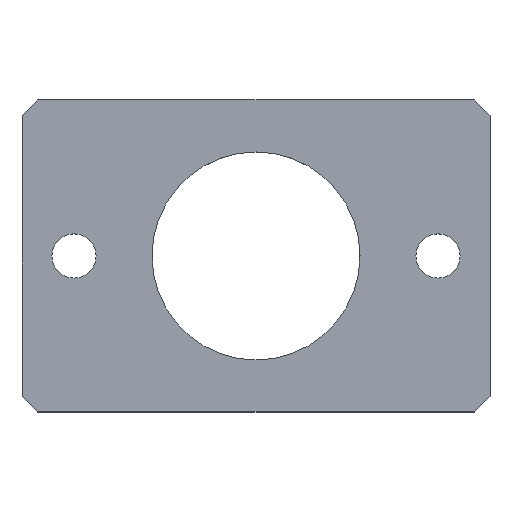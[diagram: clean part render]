
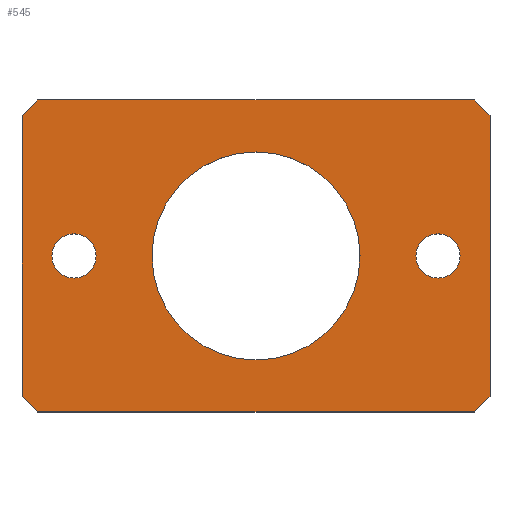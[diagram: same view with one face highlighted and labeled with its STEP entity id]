
A CAD part, top view. The second image highlights one B-rep face of the part: STEP entity #545.
In plain terms, the highlighted planar face has unit normal (0, 0, 1).
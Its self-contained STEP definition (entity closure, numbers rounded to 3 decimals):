
#49=CARTESIAN_POINT('',(-39.25,0.,5.0));
#50=VERTEX_POINT('',#49);
#59=CARTESIAN_POINT('',(-30.75,0.,5.0));
#60=VERTEX_POINT('',#59);
#61=CARTESIAN_POINT('',(-35.0,0.0,5.0));
#62=DIRECTION('',(0.0,0.0,-1.0));
#63=DIRECTION('',(-1.0,0.0,0.0));
#64=AXIS2_PLACEMENT_3D('',#61,#62,#63);
#65=CIRCLE('',#64,4.25);
#66=EDGE_CURVE('',#60,#50,#65,.T.);
#91=CARTESIAN_POINT('',(30.75,0.,5.0));
#92=VERTEX_POINT('',#91);
#101=CARTESIAN_POINT('',(39.25,0.,5.0));
#102=VERTEX_POINT('',#101);
#103=CARTESIAN_POINT('',(35.0,0.0,5.0));
#104=DIRECTION('',(0.0,0.0,-1.0));
#105=DIRECTION('',(-1.0,0.0,0.0));
#106=AXIS2_PLACEMENT_3D('',#103,#104,#105);
#107=CIRCLE('',#106,4.25);
#108=EDGE_CURVE('',#102,#92,#107,.T.);
#133=CARTESIAN_POINT('',(-20.0,0.,5.0));
#134=VERTEX_POINT('',#133);
#143=CARTESIAN_POINT('',(20.0,0.,5.0));
#144=VERTEX_POINT('',#143);
#145=CARTESIAN_POINT('',(0.0,0.0,5.0));
#146=DIRECTION('',(0.0,0.0,-1.0));
#147=DIRECTION('',(-1.0,0.0,0.0));
#148=AXIS2_PLACEMENT_3D('',#145,#146,#147);
#149=CIRCLE('',#148,20.0);
#150=EDGE_CURVE('',#144,#134,#149,.T.);
#184=CARTESIAN_POINT('',(0.0,0.0,5.0));
#185=DIRECTION('',(0.0,0.0,-1.0));
#186=DIRECTION('',(-1.0,0.0,0.0));
#187=AXIS2_PLACEMENT_3D('',#184,#185,#186);
#188=CIRCLE('',#187,20.0);
#189=EDGE_CURVE('',#134,#144,#188,.T.);
#208=CARTESIAN_POINT('',(35.0,0.0,5.0));
#209=DIRECTION('',(0.0,0.0,-1.0));
#210=DIRECTION('',(-1.0,0.0,0.0));
#211=AXIS2_PLACEMENT_3D('',#208,#209,#210);
#212=CIRCLE('',#211,4.25);
#213=EDGE_CURVE('',#92,#102,#212,.T.);
#232=CARTESIAN_POINT('',(-35.0,0.0,5.0));
#233=DIRECTION('',(0.0,0.0,-1.0));
#234=DIRECTION('',(-1.0,0.0,0.0));
#235=AXIS2_PLACEMENT_3D('',#232,#233,#234);
#236=CIRCLE('',#235,4.25);
#237=EDGE_CURVE('',#50,#60,#236,.T.);
#247=CARTESIAN_POINT('',(-42.0,30.0,5.0));
#248=VERTEX_POINT('',#247);
#249=CARTESIAN_POINT('',(42.0,30.0,5.0));
#250=VERTEX_POINT('',#249);
#251=CARTESIAN_POINT('',(-42.0,30.0,5.0));
#252=DIRECTION('',(1.0,0.0,0.0));
#253=VECTOR('',#252,84.0);
#254=LINE('',#251,#253);
#255=EDGE_CURVE('',#248,#250,#254,.T.);
#287=CARTESIAN_POINT('',(45.0,27.0,5.0));
#288=VERTEX_POINT('',#287);
#289=CARTESIAN_POINT('',(42.0,30.0,5.0));
#290=DIRECTION('',(0.707,-0.707,0.0));
#291=VECTOR('',#290,4.243);
#292=LINE('',#289,#291);
#293=EDGE_CURVE('',#250,#288,#292,.T.);
#318=CARTESIAN_POINT('',(45.0,-27.0,5.0));
#319=VERTEX_POINT('',#318);
#320=CARTESIAN_POINT('',(45.0,27.0,5.0));
#321=DIRECTION('',(0.0,-1.0,0.0));
#322=VECTOR('',#321,54.0);
#323=LINE('',#320,#322);
#324=EDGE_CURVE('',#288,#319,#323,.T.);
#349=CARTESIAN_POINT('',(42.0,-30.0,5.0));
#350=VERTEX_POINT('',#349);
#351=CARTESIAN_POINT('',(45.0,-27.0,5.0));
#352=DIRECTION('',(-0.707,-0.707,0.0));
#353=VECTOR('',#352,4.243);
#354=LINE('',#351,#353);
#355=EDGE_CURVE('',#319,#350,#354,.T.);
#380=CARTESIAN_POINT('',(-42.0,-30.0,5.0));
#381=VERTEX_POINT('',#380);
#382=CARTESIAN_POINT('',(42.0,-30.0,5.0));
#383=DIRECTION('',(-1.0,0.0,0.0));
#384=VECTOR('',#383,84.0);
#385=LINE('',#382,#384);
#386=EDGE_CURVE('',#350,#381,#385,.T.);
#411=CARTESIAN_POINT('',(-45.0,-27.0,5.0));
#412=VERTEX_POINT('',#411);
#413=CARTESIAN_POINT('',(-42.0,-30.0,5.0));
#414=DIRECTION('',(-0.707,0.707,0.0));
#415=VECTOR('',#414,4.243);
#416=LINE('',#413,#415);
#417=EDGE_CURVE('',#381,#412,#416,.T.);
#442=CARTESIAN_POINT('',(-45.,27.0,5.0));
#443=VERTEX_POINT('',#442);
#444=CARTESIAN_POINT('',(-45.0,-27.0,5.0));
#445=DIRECTION('',(0.0,1.0,0.0));
#446=VECTOR('',#445,54.0);
#447=LINE('',#444,#446);
#448=EDGE_CURVE('',#412,#443,#447,.T.);
#473=CARTESIAN_POINT('',(-45.,27.0,5.0));
#474=DIRECTION('',(0.707,0.707,0.0));
#475=VECTOR('',#474,4.243);
#476=LINE('',#473,#475);
#477=EDGE_CURVE('',#443,#248,#476,.T.);
#518=CARTESIAN_POINT('',(0.,0.,5.0));
#519=DIRECTION('',(0.0,0.0,1.0));
#520=DIRECTION('',(1.0,0.0,0.0));
#521=AXIS2_PLACEMENT_3D('',#518,#519,#520);
#522=PLANE('',#521);
#523=ORIENTED_EDGE('',*,*,#255,.F.);
#524=ORIENTED_EDGE('',*,*,#477,.F.);
#525=ORIENTED_EDGE('',*,*,#448,.F.);
#526=ORIENTED_EDGE('',*,*,#417,.F.);
#527=ORIENTED_EDGE('',*,*,#386,.F.);
#528=ORIENTED_EDGE('',*,*,#355,.F.);
#529=ORIENTED_EDGE('',*,*,#324,.F.);
#530=ORIENTED_EDGE('',*,*,#293,.F.);
#531=EDGE_LOOP('',(#523,#524,#525,#526,#527,#528,#529,#530));
#532=FACE_OUTER_BOUND('',#531,.T.);
#533=ORIENTED_EDGE('',*,*,#150,.T.);
#534=ORIENTED_EDGE('',*,*,#189,.T.);
#535=EDGE_LOOP('',(#533,#534));
#536=FACE_BOUND('',#535,.T.);
#537=ORIENTED_EDGE('',*,*,#108,.T.);
#538=ORIENTED_EDGE('',*,*,#213,.T.);
#539=EDGE_LOOP('',(#537,#538));
#540=FACE_BOUND('',#539,.T.);
#541=ORIENTED_EDGE('',*,*,#66,.T.);
#542=ORIENTED_EDGE('',*,*,#237,.T.);
#543=EDGE_LOOP('',(#541,#542));
#544=FACE_BOUND('',#543,.T.);
#545=ADVANCED_FACE('',(#532,#536,#540,#544),#522,.T.);
